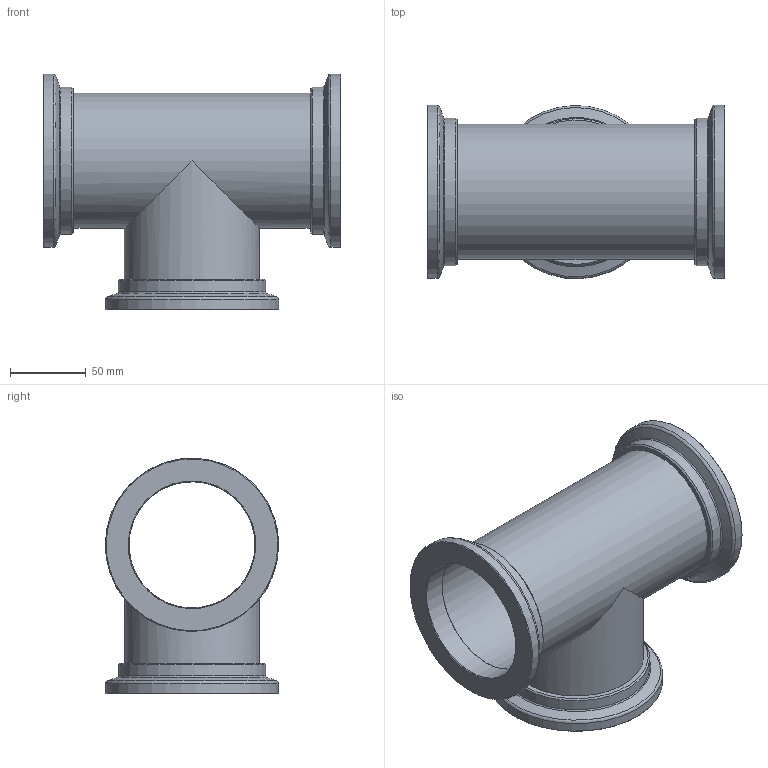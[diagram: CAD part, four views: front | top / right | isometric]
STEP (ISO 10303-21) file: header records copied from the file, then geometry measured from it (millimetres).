
FILE_DESCRIPTION(/* description */ (''),/* implementation_level */ '2;1');
FILE_NAME(/* name */ '33.080003.260.308',/* time_stamp */ '2019-06-18T12:08:56+02:00',/* author */ ('Murat Coskun Bicak'),/* organization */ ('Evac AG'),/* preprocessor_version */ 'ST-DEVELOPER v16.7',/* originating_system */ 'DEX',/* authorisation */ $);
FILE_SCHEMA (('AUTOMOTIVE_DESIGN {1 0 10303 214 3 1 1}'));
Length unit declared in the file: millimetre
Products named in the file (3): 33.080003.260.308; 33.080003.260.308-Rohr; 32.080003.210.308
Assembly tree (4 placements, depth 2):
  33.080003.260.308
    33.080003.260.308-Rohr
    32.080003.210.308  x3
Bounding box: 196 x 114 x 155 mm (x, y, z)
Volume: 340584.5 mm3; surface area: 167472.9 mm2
Topology: 4 solids, 4 shells, 49 faces, 91 edges, 54 vertices
Faces by surface type: cylinder 16, plane 12, cone 12, torus 9
Full cylindrical faces by diameter (mm): 83 x5, 88.9 x5, 97 x3, 114 x3
Entity records: 558 total; most frequent: DIRECTION 100, CARTESIAN_POINT 74, AXIS2_PLACEMENT_3D 50, ORIENTED_EDGE 48, EDGE_LOOP 44, FACE_BOUND 44, EDGE_CURVE 24, VERTEX_POINT 24
